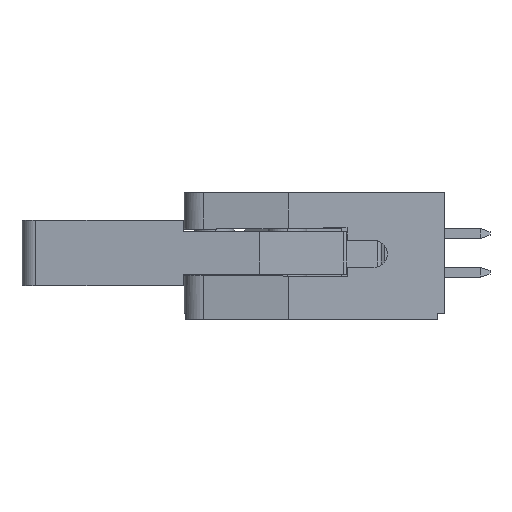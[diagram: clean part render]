
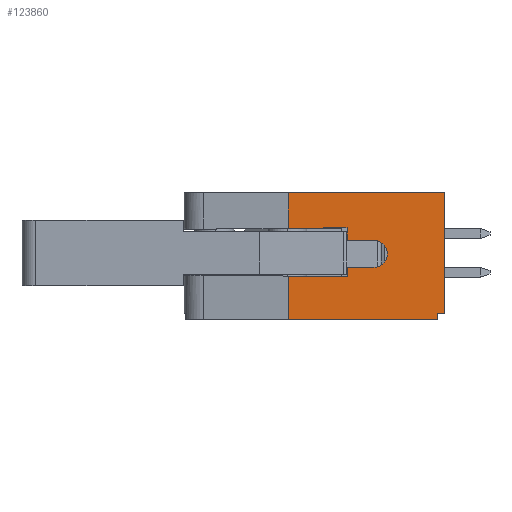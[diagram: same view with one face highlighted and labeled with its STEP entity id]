
A CAD part, left-side view. The second image highlights one B-rep face of the part: STEP entity #123860.
In plain terms, the highlighted planar face has unit normal (-1, 0, 0).
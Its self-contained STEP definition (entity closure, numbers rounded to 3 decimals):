
#520=CARTESIAN_POINT('',(-40.192,-31.904,-8.2));
#530=VERTEX_POINT('',#520);
#560=CARTESIAN_POINT('',(-40.192,-31.904,0.));
#570=DIRECTION('',(0.,0.,-1.));
#580=VECTOR('',#570,1.);
#590=LINE('',#560,#580);
#600=CARTESIAN_POINT('',(-40.192,-31.904,
-5.864));
#610=VERTEX_POINT('',#600);
#620=EDGE_CURVE('',#610,#530,#590,.T.);
#4050=CARTESIAN_POINT('',(-40.192,-28.044,
-5.08));
#4060=VERTEX_POINT('',#4050);
#4090=CARTESIAN_POINT('',(-40.192,0.,-5.08));
#4100=DIRECTION('',(0.,1.,0.));
#4110=VECTOR('',#4100,1.);
#4120=LINE('',#4090,#4110);
#4130=CARTESIAN_POINT('',(-40.192,-26.284,
-5.08));
#4140=VERTEX_POINT('',#4130);
#4150=EDGE_CURVE('',#4060,#4140,#4120,.T.);
#31820=CARTESIAN_POINT('',(-40.192,-26.284,
-3.3));
#31830=VERTEX_POINT('',#31820);
#31860=CARTESIAN_POINT('',(-40.192,0.,-3.3));
#31870=DIRECTION('',(0.,-1.,0.));
#31880=VECTOR('',#31870,1.);
#31890=LINE('',#31860,#31880);
#31900=CARTESIAN_POINT('',(-40.192,-28.044,
-3.3));
#31910=VERTEX_POINT('',#31900);
#31920=EDGE_CURVE('',#31830,#31910,#31890,.T.);
#37160=CARTESIAN_POINT('',(-40.192,-22.124,-0.3));
#37170=VERTEX_POINT('',#37160);
#37200=CARTESIAN_POINT('',(-40.192,0.,-0.3));
#37210=DIRECTION('',(0.,1.,0.));
#37220=VECTOR('',#37210,1.);
#37230=LINE('',#37200,#37220);
#37240=CARTESIAN_POINT('',(-40.192,-21.674,-0.3));
#37250=VERTEX_POINT('',#37240);
#37260=EDGE_CURVE('',#37170,#37250,#37230,.T.);
#42230=CARTESIAN_POINT('',(-40.192,-28.044,
-5.9));
#42240=VERTEX_POINT('',#42230);
#42270=CARTESIAN_POINT('',(-40.192,-28.044,0.));
#42280=DIRECTION('',(0.,0.,1.));
#42290=VECTOR('',#42280,1.);
#42300=LINE('',#42270,#42290);
#42310=EDGE_CURVE('',#42240,#4060,#42300,.T.);
#80160=CARTESIAN_POINT('',(-40.192,-21.674,-8.2));
#80170=VERTEX_POINT('',#80160);
#80200=CARTESIAN_POINT('',(-40.192,0.,-8.2));
#80210=DIRECTION('',(0.,-1.,0.));
#80220=VECTOR('',#80210,1.);
#80230=LINE('',#80200,#80220);
#80240=EDGE_CURVE('',#80170,#530,#80230,.T.);
#88020=CARTESIAN_POINT('',(-40.192,-28.044,
-2.7));
#88030=VERTEX_POINT('',#88020);
#88060=CARTESIAN_POINT('',(-40.192,0.,-2.7));
#88070=DIRECTION('',(0.,-1.,0.));
#88080=VECTOR('',#88070,1.);
#88090=LINE('',#88060,#88080);
#88100=CARTESIAN_POINT('',(-40.192,-28.124,
-2.7));
#88110=VERTEX_POINT('',#88100);
#88120=EDGE_CURVE('',#88030,#88110,#88090,.T.);
#106780=CARTESIAN_POINT('',(-40.192,0.,-6.165));
#106790=DIRECTION('',(0.,1.,-0.009));
#106800=VECTOR('',#106790,1.);
#106810=LINE('',#106780,#106800);
#106820=CARTESIAN_POINT('',(-40.192,-28.124,
-5.9));
#106830=VERTEX_POINT('',#106820);
#106840=EDGE_CURVE('',#610,#106830,#106810,.T.);
#123160=CARTESIAN_POINT('',(-40.192,-33.424,
-6.675));
#123170=DIRECTION('',(-1.,0.,0.));
#123180=DIRECTION('',(0.,1.,0.));
#123190=AXIS2_PLACEMENT_3D('',#123160,#123170,#123180);
#123200=PLANE('',#123190);
#123210=ORIENTED_EDGE('',*,*,#4150,.T.);
#123220=ORIENTED_EDGE('',*,*,#42310,.T.);
#123230=CARTESIAN_POINT('',(-40.192,0.,-5.9));
#123240=DIRECTION('',(0.,1.,0.));
#123250=VECTOR('',#123240,1.);
#123260=LINE('',#123230,#123250);
#123270=EDGE_CURVE('',#106830,#42240,#123260,.T.);
#123280=ORIENTED_EDGE('',*,*,#123270,.T.);
#123290=ORIENTED_EDGE('',*,*,#106840,.T.);
#123300=ORIENTED_EDGE('',*,*,#620,.F.);
#123310=ORIENTED_EDGE('',*,*,#80240,.T.);
#123320=CARTESIAN_POINT('',(-40.192,-21.674,0.));
#123330=DIRECTION('',(0.,0.,1.));
#123340=VECTOR('',#123330,1.);
#123350=LINE('',#123320,#123340);
#123360=EDGE_CURVE('',#80170,#37250,#123350,.T.);
#123370=ORIENTED_EDGE('',*,*,#123360,.F.);
#123380=ORIENTED_EDGE('',*,*,#37260,.T.);
#123390=CARTESIAN_POINT('',(-40.192,-22.124,0.));
#123400=DIRECTION('',(0.,0.,1.));
#123410=VECTOR('',#123400,1.);
#123420=LINE('',#123390,#123410);
#123430=CARTESIAN_POINT('',(-40.192,-22.124,0.1));
#123440=VERTEX_POINT('',#123430);
#123450=EDGE_CURVE('',#37170,#123440,#123420,.T.);
#123460=ORIENTED_EDGE('',*,*,#123450,.F.);
#123470=CARTESIAN_POINT('',(-40.192,0.,0.1));
#123480=DIRECTION('',(0.,-1.,0.));
#123490=VECTOR('',#123480,1.);
#123500=LINE('',#123470,#123490);
#123510=CARTESIAN_POINT('',(-40.192,-31.904,0.1));
#123520=VERTEX_POINT('',#123510);
#123530=EDGE_CURVE('',#123440,#123520,#123500,.T.);
#123540=ORIENTED_EDGE('',*,*,#123530,.F.);
#123550=CARTESIAN_POINT('',(-40.192,-31.904,0.));
#123560=DIRECTION('',(0.,0.,-1.));
#123570=VECTOR('',#123560,1.);
#123580=LINE('',#123550,#123570);
#123590=CARTESIAN_POINT('',(-40.192,-31.904,
-2.736));
#123600=VERTEX_POINT('',#123590);
#123610=EDGE_CURVE('',#123520,#123600,#123580,.T.);
#123620=ORIENTED_EDGE('',*,*,#123610,.F.);
#123630=CARTESIAN_POINT('',(-40.192,-38.724,
-2.8));
#123640=DIRECTION('',(0.,1.,0.009));
#123650=VECTOR('',#123640,1.);
#123660=LINE('',#123630,#123650);
#123670=EDGE_CURVE('',#123600,#88110,#123660,.T.);
#123680=ORIENTED_EDGE('',*,*,#123670,.F.);
#123690=ORIENTED_EDGE('',*,*,#88120,.T.);
#123700=CARTESIAN_POINT('',(-40.192,-28.044,0.));
#123710=DIRECTION('',(0.,0.,1.));
#123720=VECTOR('',#123710,1.);
#123730=LINE('',#123700,#123720);
#123740=EDGE_CURVE('',#31910,#88030,#123730,.T.);
#123750=ORIENTED_EDGE('',*,*,#123740,.T.);
#123760=ORIENTED_EDGE('',*,*,#31920,.T.);
#123770=CARTESIAN_POINT('',(-40.192,-26.284,
-4.19));
#123780=DIRECTION('',(1.,0.,0.));
#123790=DIRECTION('',(0.,0.,1.));
#123800=AXIS2_PLACEMENT_3D('',#123770,#123780,#123790);
#123810=CIRCLE('',#123800,0.89);
#123820=EDGE_CURVE('',#4140,#31830,#123810,.T.);
#123830=ORIENTED_EDGE('',*,*,#123820,.T.);
#123840=EDGE_LOOP('',(#123830,#123760,#123750,#123690,#123680,#123620,
#123540,#123460,#123380,#123370,#123310,#123300,#123290,#123280,#123220,
#123210));
#123850=FACE_OUTER_BOUND('',#123840,.T.);
#123860=ADVANCED_FACE('',(#123850),#123200,.T.);
